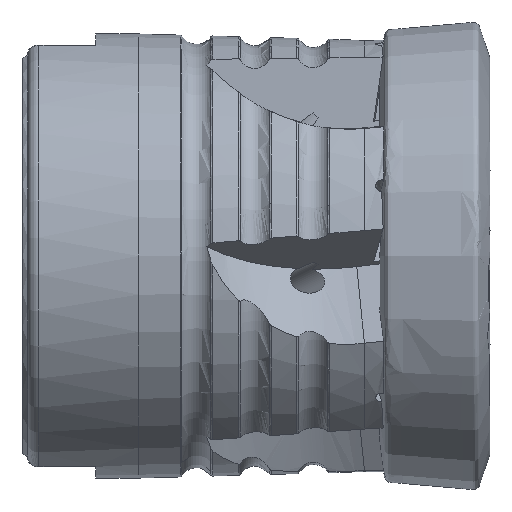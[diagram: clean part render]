
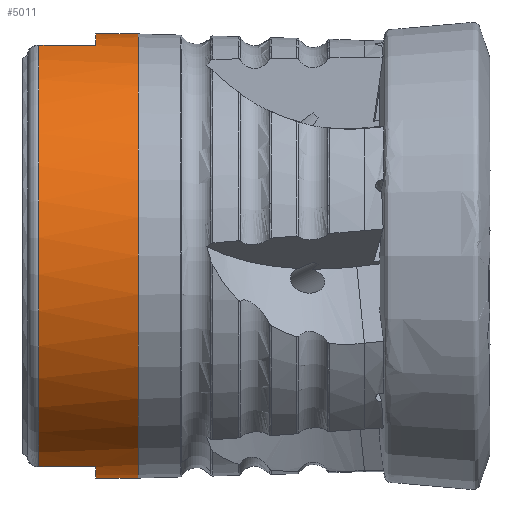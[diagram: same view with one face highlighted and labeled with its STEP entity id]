
A CAD part, front view. The second image highlights one B-rep face of the part: STEP entity #5011.
In plain terms, the highlighted cylindrical face has radius 19 mm (diameter 38 mm), a full revolution.
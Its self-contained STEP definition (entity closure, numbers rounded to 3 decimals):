
#113 = AXIS2_PLACEMENT_3D ( 'NONE', #3647, #9550, #4491 ) ;
#264 = VERTEX_POINT ( 'NONE', #9480 ) ;
#468 = DIRECTION ( 'NONE',  ( 0., 0., 1. ) ) ;
#476 = CARTESIAN_POINT ( 'NONE',  ( 10., 0., 0. ) ) ;
#483 = DIRECTION ( 'NONE',  ( 1., 0., 0. ) ) ;
#522 = CARTESIAN_POINT ( 'NONE',  ( 6.35, -5.965, 18.039 ) ) ;
#566 = LINE ( 'NONE', #2539, #9305 ) ;
#958 = EDGE_LOOP ( 'NONE', ( #6789 ) ) ;
#1019 = CARTESIAN_POINT ( 'NONE',  ( 1.5, 0., 0. ) ) ;
#1351 = DIRECTION ( 'NONE',  ( 0., 0., 1. ) ) ;
#1536 = EDGE_CURVE ( 'NONE', #8568, #7124, #5556, .T. ) ;
#1563 = VECTOR ( 'NONE', #5239, 1000. ) ;
#1640 = CIRCLE ( 'NONE', #3245, 19. ) ;
#1718 = DIRECTION ( 'NONE',  ( 1., 0., 0. ) ) ;
#1841 = CARTESIAN_POINT ( 'NONE',  ( 1.5, -5.965, -18.039 ) ) ;
#1876 = DIRECTION ( 'NONE',  ( 0., 0., 1. ) ) ;
#2087 = FACE_OUTER_BOUND ( 'NONE', #5137, .T. ) ;
#2371 = AXIS2_PLACEMENT_3D ( 'NONE', #7900, #2827, #8731 ) ;
#2469 = AXIS2_PLACEMENT_3D ( 'NONE', #1019, #6960, #1876 ) ;
#2539 = CARTESIAN_POINT ( 'NONE',  ( 0., -5.965, -18.039 ) ) ;
#2661 = ORIENTED_EDGE ( 'NONE', *, *, #3403, .T. ) ;
#2680 = CARTESIAN_POINT ( 'NONE',  ( 1.5, 5.965, -18.039 ) ) ;
#2827 = DIRECTION ( 'NONE',  ( 1., 0., 0. ) ) ;
#3245 = AXIS2_PLACEMENT_3D ( 'NONE', #4901, #10792, #5746 ) ;
#3308 = VERTEX_POINT ( 'NONE', #3803 ) ;
#3403 = EDGE_CURVE ( 'NONE', #3308, #7422, #8298, .T. ) ;
#3414 = CIRCLE ( 'NONE', #9933, 19. ) ;
#3422 = VERTEX_POINT ( 'NONE', #522 ) ;
#3647 = CARTESIAN_POINT ( 'NONE',  ( 6.35, 0., 0. ) ) ;
#3803 = CARTESIAN_POINT ( 'NONE',  ( 1.5, 5.965, 18.039 ) ) ;
#3814 = VECTOR ( 'NONE', #483, 1000. ) ;
#3898 = LINE ( 'NONE', #9087, #10098 ) ;
#4443 = VERTEX_POINT ( 'NONE', #1841 ) ;
#4491 = DIRECTION ( 'NONE',  ( 0., 1., 0. ) ) ;
#4612 = CIRCLE ( 'NONE', #2469, 19. ) ;
#4679 = EDGE_CURVE ( 'NONE', #6330, #6330, #3414, .T. ) ;
#4901 = CARTESIAN_POINT ( 'NONE',  ( 1.5, 0., 0. ) ) ;
#5011 = ADVANCED_FACE ( 'NONE', ( #2087, #10791 ), #6061, .T. ) ;
#5137 = EDGE_LOOP ( 'NONE', ( #10963, #7408, #8702, #10712, #8066, #5902, #6257, #2661 ) ) ;
#5239 = DIRECTION ( 'NONE',  ( -1., 0., 0. ) ) ;
#5346 = CARTESIAN_POINT ( 'NONE',  ( 6.35, 5.965, -18.039 ) ) ;
#5556 = LINE ( 'NONE', #6052, #1563 ) ;
#5746 = DIRECTION ( 'NONE',  ( 0., 0., 1. ) ) ;
#5902 = ORIENTED_EDGE ( 'NONE', *, *, #1536, .T. ) ;
#6052 = CARTESIAN_POINT ( 'NONE',  ( 0., 5.965, -18.039 ) ) ;
#6061 = CYLINDRICAL_SURFACE ( 'NONE', #10846, 19. ) ;
#6169 = CARTESIAN_POINT ( 'NONE',  ( 10., 0., 19. ) ) ;
#6257 = ORIENTED_EDGE ( 'NONE', *, *, #8012, .F. ) ;
#6330 = VERTEX_POINT ( 'NONE', #6169 ) ;
#6394 = CARTESIAN_POINT ( 'NONE',  ( 0., 5.965, 18.039 ) ) ;
#6414 = CARTESIAN_POINT ( 'NONE',  ( 0., 0., 0. ) ) ;
#6420 = DIRECTION ( 'NONE',  ( -1., 0., 0. ) ) ;
#6428 = CIRCLE ( 'NONE', #113, 19. ) ;
#6608 = DIRECTION ( 'NONE',  ( -1., 0., 0. ) ) ;
#6748 = VERTEX_POINT ( 'NONE', #8470 ) ;
#6789 = ORIENTED_EDGE ( 'NONE', *, *, #4679, .T. ) ;
#6960 = DIRECTION ( 'NONE',  ( -1., 0., 0. ) ) ;
#7124 = VERTEX_POINT ( 'NONE', #2680 ) ;
#7209 = EDGE_CURVE ( 'NONE', #7422, #3422, #6428, .T. ) ;
#7224 = EDGE_CURVE ( 'NONE', #6748, #8568, #8397, .T. ) ;
#7292 = DIRECTION ( 'NONE',  ( -1., 0., 0. ) ) ;
#7408 = ORIENTED_EDGE ( 'NONE', *, *, #8039, .T. ) ;
#7422 = VERTEX_POINT ( 'NONE', #9935 ) ;
#7900 = CARTESIAN_POINT ( 'NONE',  ( 6.35, 0., 0. ) ) ;
#8012 = EDGE_CURVE ( 'NONE', #3308, #7124, #1640, .T. ) ;
#8039 = EDGE_CURVE ( 'NONE', #3422, #264, #3898, .T. ) ;
#8066 = ORIENTED_EDGE ( 'NONE', *, *, #7224, .T. ) ;
#8180 = EDGE_CURVE ( 'NONE', #4443, #6748, #566, .T. ) ;
#8298 = LINE ( 'NONE', #6394, #3814 ) ;
#8397 = CIRCLE ( 'NONE', #2371, 19. ) ;
#8470 = CARTESIAN_POINT ( 'NONE',  ( 6.35, -5.965, -18.039 ) ) ;
#8568 = VERTEX_POINT ( 'NONE', #5346 ) ;
#8702 = ORIENTED_EDGE ( 'NONE', *, *, #10958, .F. ) ;
#8731 = DIRECTION ( 'NONE',  ( 0., 1., 0. ) ) ;
#9087 = CARTESIAN_POINT ( 'NONE',  ( 0., -5.965, 18.039 ) ) ;
#9305 = VECTOR ( 'NONE', #1718, 1000. ) ;
#9480 = CARTESIAN_POINT ( 'NONE',  ( 1.5, -5.965, 18.039 ) ) ;
#9550 = DIRECTION ( 'NONE',  ( 1., 0., 0. ) ) ;
#9933 = AXIS2_PLACEMENT_3D ( 'NONE', #476, #6420, #1351 ) ;
#9935 = CARTESIAN_POINT ( 'NONE',  ( 6.35, 5.965, 18.039 ) ) ;
#10098 = VECTOR ( 'NONE', #6608, 1000. ) ;
#10712 = ORIENTED_EDGE ( 'NONE', *, *, #8180, .T. ) ;
#10791 = FACE_OUTER_BOUND ( 'NONE', #958, .T. ) ;
#10792 = DIRECTION ( 'NONE',  ( -1., 0., 0. ) ) ;
#10846 = AXIS2_PLACEMENT_3D ( 'NONE', #6414, #7292, #468 ) ;
#10958 = EDGE_CURVE ( 'NONE', #4443, #264, #4612, .T. ) ;
#10963 = ORIENTED_EDGE ( 'NONE', *, *, #7209, .T. ) ;
